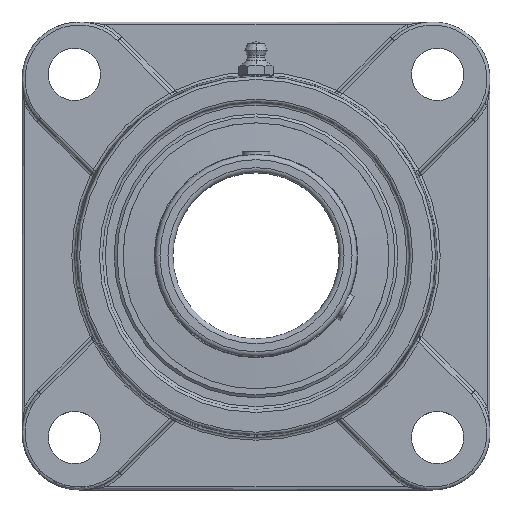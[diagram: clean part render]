
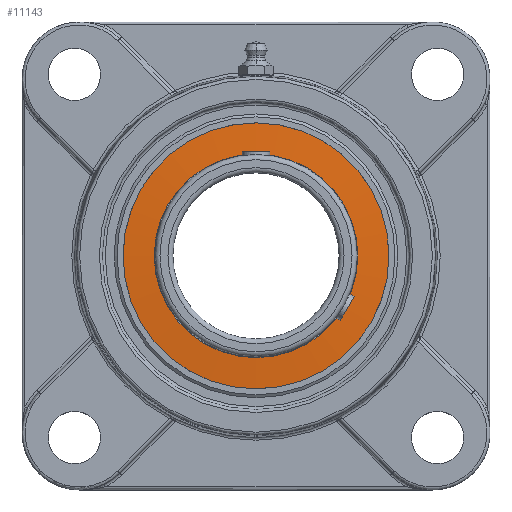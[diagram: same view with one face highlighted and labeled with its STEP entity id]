
A CAD part, top view. The second image highlights one B-rep face of the part: STEP entity #11143.
In plain terms, the highlighted conical face has half-angle 86.103 degrees and reference radius 35.877 mm.
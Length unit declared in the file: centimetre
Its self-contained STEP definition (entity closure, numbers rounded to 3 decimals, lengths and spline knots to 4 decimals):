
#11079=CARTESIAN_POINT('',(1.2256,-4.064,0.));
#11080=VERTEX_POINT('',#11079);
#11090=CARTESIAN_POINT('',(1.2256,4.064,0.));
#11091=VERTEX_POINT('',#11090);
#11092=CARTESIAN_POINT('',(1.2256,0.,0.));
#11093=DIRECTION('',(1.,0.,0.));
#11094=DIRECTION('',(-0.,1.,0.));
#11095=AXIS2_PLACEMENT_3D('',#11092,#11093,#11094);
#11096=CIRCLE('',#11095,4.064);
#11097=EDGE_CURVE('',#11091,#11080,#11096,.T.);
#11099=CARTESIAN_POINT('',(1.2256,0.,0.));
#11100=DIRECTION('',(1.,0.,0.));
#11101=DIRECTION('',(-0.,1.,0.));
#11102=AXIS2_PLACEMENT_3D('',#11099,#11100,#11101);
#11103=CIRCLE('',#11102,4.064);
#11104=EDGE_CURVE('',#11080,#11091,#11103,.T.);
#11109=CARTESIAN_POINT('',(1.258,0.,0.));
#11110=DIRECTION('',(-1.,0.,0.));
#11111=DIRECTION('',(0.,1.,0.));
#11112=AXIS2_PLACEMENT_3D('',#11109,#11110,#11111);
#11113=CONICAL_SURFACE('',#11112,3.5878,86.103);
#11114=CARTESIAN_POINT('',(1.2904,-3.1115,-0.));
#11115=VERTEX_POINT('',#11114);
#11116=CARTESIAN_POINT('',(1.2904,-3.1115,-0.));
#11117=DIRECTION('',(-0.068,-0.998,-0.));
#11118=VECTOR('',#11117,0.9547);
#11119=LINE('',#11116,#11118);
#11120=EDGE_CURVE('',#11115,#11080,#11119,.T.);
#11121=ORIENTED_EDGE('',*,*,#11120,.T.);
#11122=ORIENTED_EDGE('',*,*,#11104,.T.);
#11123=ORIENTED_EDGE('',*,*,#11097,.T.);
#11124=ORIENTED_EDGE('',*,*,#11120,.F.);
#11125=CARTESIAN_POINT('',(1.2904,3.1115,0.));
#11126=VERTEX_POINT('',#11125);
#11127=CARTESIAN_POINT('',(1.2904,0.,0.));
#11128=DIRECTION('',(1.,0.,0.));
#11129=DIRECTION('',(-0.,1.,0.));
#11130=AXIS2_PLACEMENT_3D('',#11127,#11128,#11129);
#11131=CIRCLE('',#11130,3.1115);
#11132=EDGE_CURVE('',#11126,#11115,#11131,.T.);
#11133=ORIENTED_EDGE('',*,*,#11132,.F.);
#11134=CARTESIAN_POINT('',(1.2904,0.,0.));
#11135=DIRECTION('',(1.,0.,0.));
#11136=DIRECTION('',(-0.,1.,0.));
#11137=AXIS2_PLACEMENT_3D('',#11134,#11135,#11136);
#11138=CIRCLE('',#11137,3.1115);
#11139=EDGE_CURVE('',#11115,#11126,#11138,.T.);
#11140=ORIENTED_EDGE('',*,*,#11139,.F.);
#11141=EDGE_LOOP('',(#11121,#11122,#11123,#11124,#11133,#11140));
#11142=FACE_BOUND('',#11141,.T.);
#11143=ADVANCED_FACE('',(#11142),#11113,.T.);
